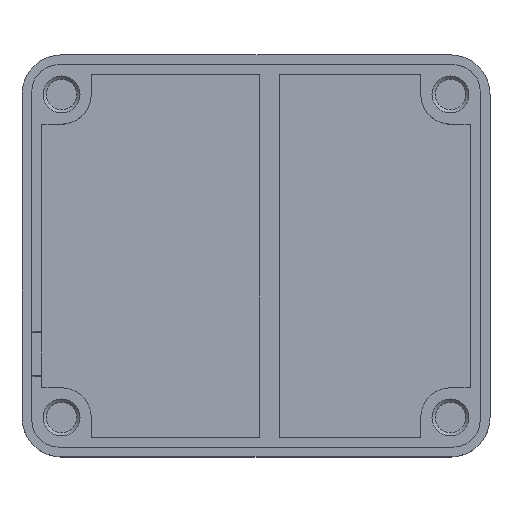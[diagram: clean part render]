
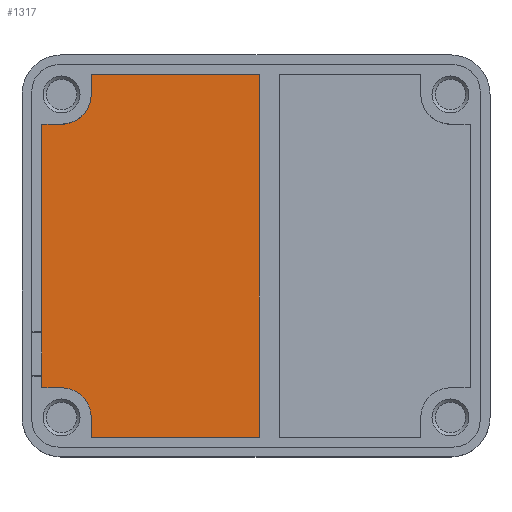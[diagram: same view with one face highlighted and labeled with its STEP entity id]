
A CAD part, top view. The second image highlights one B-rep face of the part: STEP entity #1317.
In plain terms, the highlighted planar face has unit normal (0, 0, 1).
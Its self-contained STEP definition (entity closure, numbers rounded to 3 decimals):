
#47=PLANE('',#1476);
#105=LINE('',#2082,#225);
#158=LINE('',#2249,#278);
#159=LINE('',#2253,#279);
#160=LINE('',#2255,#280);
#161=LINE('',#2257,#281);
#162=LINE('',#2259,#282);
#163=LINE('',#2261,#283);
#164=LINE('',#2264,#284);
#225=VECTOR('',#1684,10.);
#278=VECTOR('',#1847,10.);
#279=VECTOR('',#1850,10.);
#280=VECTOR('',#1851,10.);
#281=VECTOR('',#1852,10.);
#282=VECTOR('',#1853,10.);
#283=VECTOR('',#1854,10.);
#284=VECTOR('',#1857,10.);
#388=FACE_OUTER_BOUND('',#472,.T.);
#472=EDGE_LOOP('',(#1166,#1167,#1168,#1169,#1170,#1171,#1172,#1173,#1174,
#1175));
#560=CIRCLE('',#1477,4.5);
#561=CIRCLE('',#1478,4.5);
#614=VERTEX_POINT('',#2079);
#615=VERTEX_POINT('',#2081);
#674=VERTEX_POINT('',#2248);
#675=VERTEX_POINT('',#2250);
#676=VERTEX_POINT('',#2252);
#677=VERTEX_POINT('',#2254);
#678=VERTEX_POINT('',#2256);
#679=VERTEX_POINT('',#2258);
#680=VERTEX_POINT('',#2260);
#681=VERTEX_POINT('',#2262);
#764=EDGE_CURVE('',#614,#615,#105,.T.);
#845=EDGE_CURVE('',#674,#614,#158,.T.);
#846=EDGE_CURVE('',#675,#674,#560,.T.);
#847=EDGE_CURVE('',#676,#675,#159,.T.);
#848=EDGE_CURVE('',#677,#676,#160,.T.);
#849=EDGE_CURVE('',#678,#677,#161,.T.);
#850=EDGE_CURVE('',#679,#678,#162,.T.);
#851=EDGE_CURVE('',#680,#679,#163,.T.);
#852=EDGE_CURVE('',#681,#680,#561,.T.);
#853=EDGE_CURVE('',#615,#681,#164,.T.);
#1166=ORIENTED_EDGE('',*,*,#764,.F.);
#1167=ORIENTED_EDGE('',*,*,#845,.F.);
#1168=ORIENTED_EDGE('',*,*,#846,.F.);
#1169=ORIENTED_EDGE('',*,*,#847,.F.);
#1170=ORIENTED_EDGE('',*,*,#848,.F.);
#1171=ORIENTED_EDGE('',*,*,#849,.F.);
#1172=ORIENTED_EDGE('',*,*,#850,.F.);
#1173=ORIENTED_EDGE('',*,*,#851,.F.);
#1174=ORIENTED_EDGE('',*,*,#852,.F.);
#1175=ORIENTED_EDGE('',*,*,#853,.F.);
#1317=ADVANCED_FACE('',(#388),#47,.T.);
#1476=AXIS2_PLACEMENT_3D('',#2247,#1845,#1846);
#1477=AXIS2_PLACEMENT_3D('',#2251,#1848,#1849);
#1478=AXIS2_PLACEMENT_3D('',#2263,#1855,#1856);
#1684=DIRECTION('',(0.,1.,0.));
#1845=DIRECTION('center_axis',(0.,0.,1.));
#1846=DIRECTION('ref_axis',(1.,0.,0.));
#1847=DIRECTION('',(-1.,0.,0.));
#1848=DIRECTION('center_axis',(0.,0.,1.));
#1849=DIRECTION('ref_axis',(1.,0.,0.));
#1850=DIRECTION('',(0.,1.,0.));
#1851=DIRECTION('',(-1.,0.,0.));
#1852=DIRECTION('',(0.,-1.,0.));
#1853=DIRECTION('',(1.,0.,0.));
#1854=DIRECTION('',(0.,1.,0.));
#1855=DIRECTION('center_axis',(0.,0.,1.));
#1856=DIRECTION('ref_axis',(0.,-1.,0.));
#1857=DIRECTION('',(1.,0.,0.));
#2079=CARTESIAN_POINT('',(-32.5,-20.,1.5));
#2081=CARTESIAN_POINT('',(-32.5,20.,1.5));
#2082=CARTESIAN_POINT('',(-32.5,-10.,1.5));
#2247=CARTESIAN_POINT('Origin',(0.,0.,1.5));
#2248=CARTESIAN_POINT('',(-29.5,-20.,1.5));
#2249=CARTESIAN_POINT('',(-14.75,-20.,1.5));
#2250=CARTESIAN_POINT('',(-25.,-24.5,1.5));
#2251=CARTESIAN_POINT('Origin',(-29.5,-24.5,1.5));
#2252=CARTESIAN_POINT('',(-25.,-27.5,1.5));
#2253=CARTESIAN_POINT('',(-25.,-13.75,1.5));
#2254=CARTESIAN_POINT('',(0.5,-27.5,1.5));
#2255=CARTESIAN_POINT('',(0.25,-27.5,1.5));
#2256=CARTESIAN_POINT('',(0.5,27.5,1.5));
#2257=CARTESIAN_POINT('',(0.5,13.75,1.5));
#2258=CARTESIAN_POINT('',(-25.,27.5,1.5));
#2259=CARTESIAN_POINT('',(-12.5,27.5,1.5));
#2260=CARTESIAN_POINT('',(-25.,24.5,1.5));
#2261=CARTESIAN_POINT('',(-25.,12.25,1.5));
#2262=CARTESIAN_POINT('',(-29.5,20.,1.5));
#2263=CARTESIAN_POINT('Origin',(-29.5,24.5,1.5));
#2264=CARTESIAN_POINT('',(-16.25,20.,1.5));
